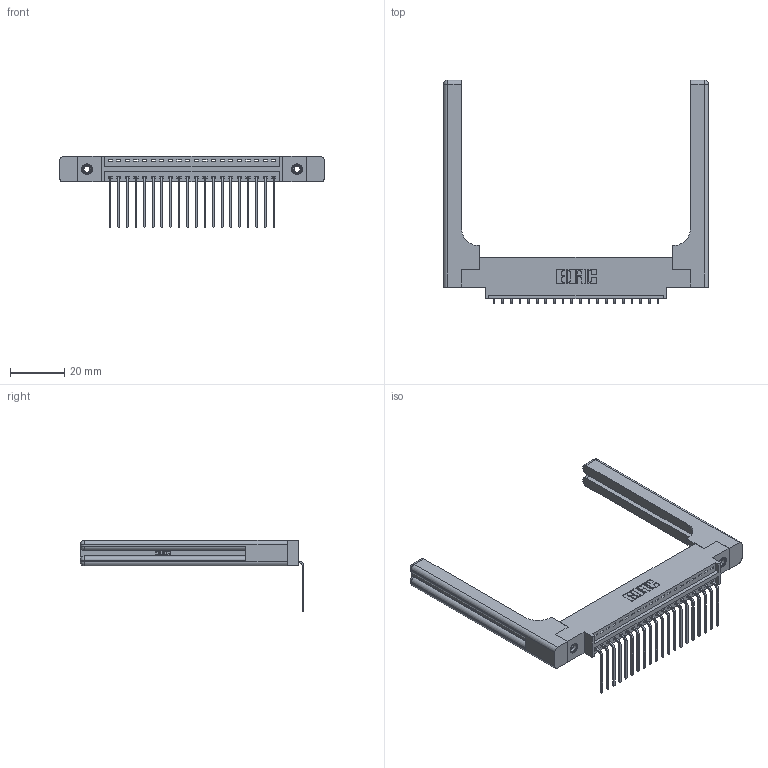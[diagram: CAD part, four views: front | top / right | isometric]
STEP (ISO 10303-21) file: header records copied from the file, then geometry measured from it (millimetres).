
FILE_DESCRIPTION (( 'STEP AP203' ), '1' );
FILE_NAME ('396-020-559-658.STEP', '2019-10-31T21:00:01', ( '' ), ( '' ), 'SwSTEP 2.0', 'SolidWorks 2016', '' );
FILE_SCHEMA (( 'CONFIG_CONTROL_DESIGN' ));
Length unit declared in the file: inch
Products named in the file (5): 346 Part_0.170 Offset - 0.156 Dia-TH; 345-292-001_558 559 Tail - 1; 345-250-001_345-250-001-102; 346-220-058_345-220-058; 396-020-559-658
Assembly tree (25 placements, depth 2):
  396-020-559-658
    346 Part_0.170 Offset - 0.156 Dia-TH
    345-292-001_558 559 Tail - 1  x20
    345-250-001_345-250-001-102  x2
    346-220-058_345-220-058  x2
Bounding box: 97.56 x 82.36 x 26.16 mm (x, y, z)
Volume: 16617.6 mm3; surface area: 16862.9 mm2
Topology: 25 solids, 25 shells, 1582 faces, 4647 edges, 3050 vertices
Faces by surface type: plane 1068, cylinder 454, bspline 36, cone 12, sphere 8, torus 4
Entity records: 20772 total; most frequent: CARTESIAN_POINT 4549, ORIENTED_EDGE 3300, DIRECTION 2970, EDGE_CURVE 1650, VECTOR 1346, LINE 1346, VERTEX_POINT 1090, AXIS2_PLACEMENT_3D 812
